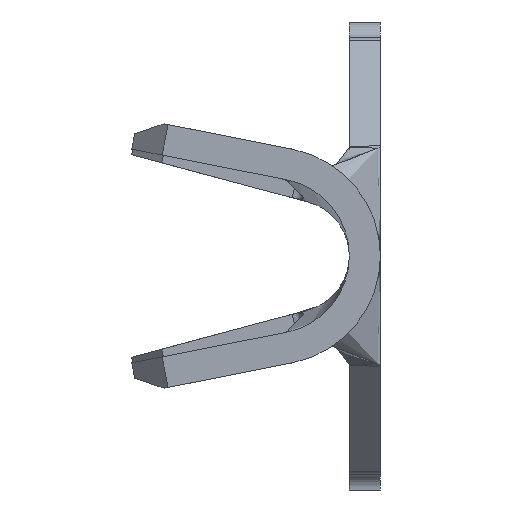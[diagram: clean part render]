
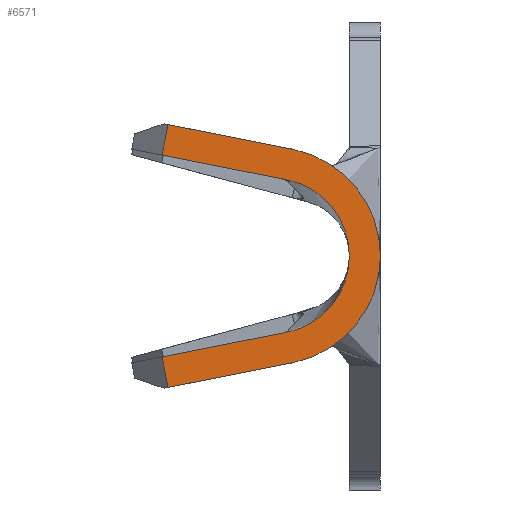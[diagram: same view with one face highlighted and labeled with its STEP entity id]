
A CAD part, left-side view. The second image highlights one B-rep face of the part: STEP entity #6571.
In plain terms, the highlighted planar face has unit normal (-1, 0, 0).
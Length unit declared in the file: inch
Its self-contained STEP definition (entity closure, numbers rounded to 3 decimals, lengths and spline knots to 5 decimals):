
#22 = CARTESIAN_POINT ( 'NONE',  ( -0.467, 0.05644, -0.06867 ) ) ;
#24 = VECTOR ( 'NONE', #2712, 39.37008 ) ;
#27 = CARTESIAN_POINT ( 'NONE',  ( -0.467, 0.1365, -0.08448 ) ) ;
#31 = VERTEX_POINT ( 'NONE', #1985 ) ;
#98 = LINE ( 'NONE', #2272, #494 ) ;
#146 = VERTEX_POINT ( 'NONE', #346 ) ;
#346 = CARTESIAN_POINT ( 'NONE',  ( -0.467, 0.06032, -0.04905 ) ) ;
#454 = ORIENTED_EDGE ( 'NONE', *, *, #3031, .T. ) ;
#494 = VECTOR ( 'NONE', #4428, 39.37008 ) ;
#506 = CARTESIAN_POINT ( 'NONE',  ( -0.467, 0.06032, 0.04905 ) ) ;
#534 = ORIENTED_EDGE ( 'NONE', *, *, #4817, .T. ) ;
#535 = CARTESIAN_POINT ( 'NONE',  ( -0.467, 0.06032, -0.04905 ) ) ;
#621 = VECTOR ( 'NONE', #3379, 39.37008 ) ;
#975 = VERTEX_POINT ( 'NONE', #5965 ) ;
#1070 = DIRECTION ( 'NONE',  ( 0., 0., 1. ) ) ;
#1193 = CARTESIAN_POINT ( 'NONE',  ( -0.467, 0.13844, -0.07467 ) ) ;
#1272 = EDGE_CURVE ( 'NONE', #5681, #146, #2551, .T. ) ;
#1282 = CARTESIAN_POINT ( 'NONE',  ( -0.467, 0.14038, 0.06486 ) ) ;
#1442 = DIRECTION ( 'NONE',  ( 0., 0., 1. ) ) ;
#1460 = DIRECTION ( 'NONE',  ( 1., 0., 0. ) ) ;
#1529 = VECTOR ( 'NONE', #3462, 39.37008 ) ;
#1690 = CARTESIAN_POINT ( 'NONE',  ( -0.467, 0.05644, 0.06867 ) ) ;
#1714 = ORIENTED_EDGE ( 'NONE', *, *, #5432, .T. ) ;
#1845 = CARTESIAN_POINT ( 'NONE',  ( -0.467, 0.1365, 0.08448 ) ) ;
#1878 = AXIS2_PLACEMENT_3D ( 'NONE', #3781, #5957, #1070 ) ;
#1974 = AXIS2_PLACEMENT_3D ( 'NONE', #4145, #6329, #1442 ) ;
#1979 = PLANE ( 'NONE',  #1974 ) ;
#1985 = CARTESIAN_POINT ( 'NONE',  ( -0.467, 0.05644, 0.06867 ) ) ;
#2197 = DIRECTION ( 'NONE',  ( 0., -0.981, 0.194 ) ) ;
#2272 = CARTESIAN_POINT ( 'NONE',  ( -0.467, 0.06032, 0.04905 ) ) ;
#2551 = CIRCLE ( 'NONE', #6285, 0.05 ) ;
#2712 = DIRECTION ( 'NONE',  ( 0., 0.981, -0.194 ) ) ;
#2901 = ORIENTED_EDGE ( 'NONE', *, *, #5929, .T. ) ;
#2941 = ORIENTED_EDGE ( 'NONE', *, *, #3739, .T. ) ;
#3020 = ORIENTED_EDGE ( 'NONE', *, *, #1272, .T. ) ;
#3031 = EDGE_CURVE ( 'NONE', #975, #31, #5865, .T. ) ;
#3379 = DIRECTION ( 'NONE',  ( 0., -0.194, -0.981 ) ) ;
#3462 = DIRECTION ( 'NONE',  ( 0., 0.194, -0.981 ) ) ;
#3489 = VERTEX_POINT ( 'NONE', #1845 ) ;
#3638 = DIRECTION ( 'NONE',  ( 0., 0., 1. ) ) ;
#3739 = EDGE_CURVE ( 'NONE', #6335, #6269, #6084, .T. ) ;
#3781 = CARTESIAN_POINT ( 'NONE',  ( -0.467, 0.07, 0. ) ) ;
#3862 = DIRECTION ( 'NONE',  ( 0., 0.981, 0.194 ) ) ;
#4145 = CARTESIAN_POINT ( 'NONE',  ( -0.467, 0.07, 0. ) ) ;
#4210 = VERTEX_POINT ( 'NONE', #6945 ) ;
#4338 = EDGE_CURVE ( 'NONE', #3489, #4210, #6167, .T. ) ;
#4428 = DIRECTION ( 'NONE',  ( 0., -0.981, -0.194 ) ) ;
#4516 = EDGE_LOOP ( 'NONE', ( #1714, #4743, #6960, #3020, #2901, #2941, #534, #454 ) ) ;
#4743 = ORIENTED_EDGE ( 'NONE', *, *, #4338, .T. ) ;
#4817 = EDGE_CURVE ( 'NONE', #6269, #975, #4888, .T. ) ;
#4888 = LINE ( 'NONE', #22, #5385 ) ;
#5385 = VECTOR ( 'NONE', #2197, 39.37008 ) ;
#5403 = LINE ( 'NONE', #535, #24 ) ;
#5432 = EDGE_CURVE ( 'NONE', #31, #3489, #6581, .T. ) ;
#5498 = CARTESIAN_POINT ( 'NONE',  ( -0.467, 0.14038, -0.06486 ) ) ;
#5681 = VERTEX_POINT ( 'NONE', #506 ) ;
#5865 = CIRCLE ( 'NONE', #1878, 0.07 ) ;
#5929 = EDGE_CURVE ( 'NONE', #146, #6335, #5403, .T. ) ;
#5957 = DIRECTION ( 'NONE',  ( -1., 0., 0. ) ) ;
#5965 = CARTESIAN_POINT ( 'NONE',  ( -0.467, 0.05644, -0.06867 ) ) ;
#6084 = LINE ( 'NONE', #1193, #621 ) ;
#6167 = LINE ( 'NONE', #1282, #1529 ) ;
#6269 = VERTEX_POINT ( 'NONE', #27 ) ;
#6285 = AXIS2_PLACEMENT_3D ( 'NONE', #6350, #1460, #3638 ) ;
#6329 = DIRECTION ( 'NONE',  ( -1., 0., 0. ) ) ;
#6335 = VERTEX_POINT ( 'NONE', #5498 ) ;
#6350 = CARTESIAN_POINT ( 'NONE',  ( -0.467, 0.07, 0. ) ) ;
#6355 = EDGE_CURVE ( 'NONE', #4210, #5681, #98, .T. ) ;
#6571 = ADVANCED_FACE ( 'NONE', ( #6867 ), #1979, .T. ) ;
#6581 = LINE ( 'NONE', #1690, #6862 ) ;
#6862 = VECTOR ( 'NONE', #3862, 39.37008 ) ;
#6867 = FACE_OUTER_BOUND ( 'NONE', #4516, .T. ) ;
#6945 = CARTESIAN_POINT ( 'NONE',  ( -0.467, 0.14038, 0.06486 ) ) ;
#6960 = ORIENTED_EDGE ( 'NONE', *, *, #6355, .T. ) ;
